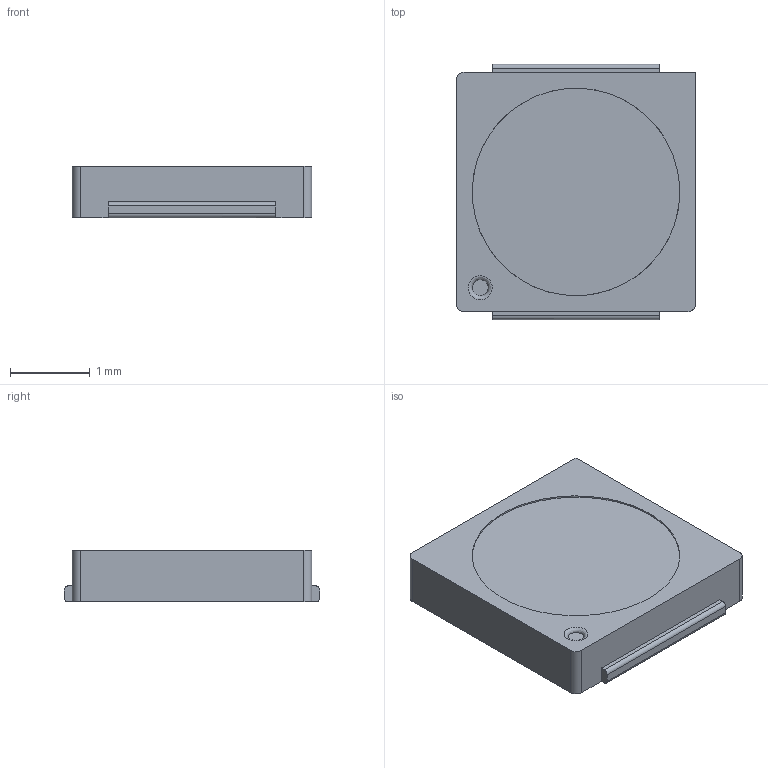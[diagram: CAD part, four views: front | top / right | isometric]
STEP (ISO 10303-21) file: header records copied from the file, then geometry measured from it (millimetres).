
FILE_DESCRIPTION(/* description */ (''),/* implementation_level */ '2;1');
FILE_NAME(/* name */ 'LED SMD 3030',/* time_stamp */ '2019-06-08T15:50:47+02:00',/* author */ (''),/* organization */ (''),/* preprocessor_version */ 'ST-DEVELOPER v16.5',/* originating_system */ '',/* authorisation */ '');
FILE_SCHEMA (('AUTOMOTIVE_DESIGN'));
Length unit declared in the file: millimetre
Products named in the file (1): Document
Bounding box: 3 x 3.2 x 0.65 mm (x, y, z)
Volume: 5.8 mm3; surface area: 55.3 mm2
Topology: 4 solids, 4 shells, 59 faces, 147 edges, 98 vertices
Faces by surface type: bspline 43, plane 16
Entity records: 1760 total; most frequent: CARTESIAN_POINT 896, ORIENTED_EDGE 294, EDGE_CURVE 147, VERTEX_POINT 98, EDGE_LOOP 61, ADVANCED_FACE 59, FACE_OUTER_BOUND 59, B_SPLINE_CURVE_WITH_KNOTS 29
